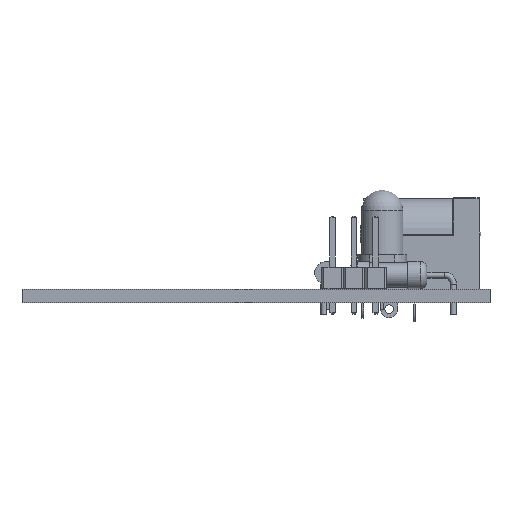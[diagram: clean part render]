
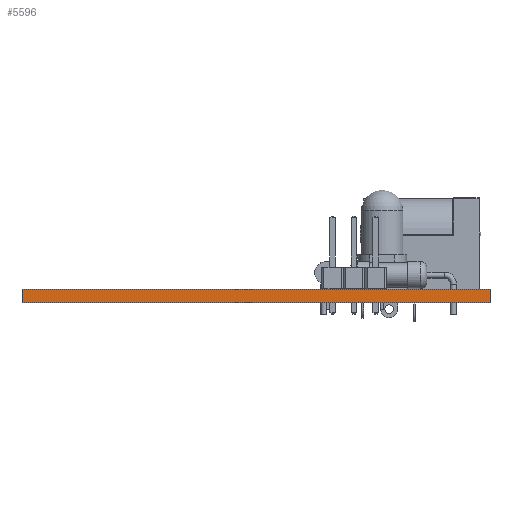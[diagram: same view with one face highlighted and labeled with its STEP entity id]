
A CAD part, front view. The second image highlights one B-rep face of the part: STEP entity #5596.
In plain terms, the highlighted planar face has unit normal (0, -1, 0).
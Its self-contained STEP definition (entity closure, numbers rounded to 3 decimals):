
#5596 = ADVANCED_FACE('',(#5597),#5631,.T.);
#5597 = FACE_BOUND('',#5598,.T.);
#5598 = EDGE_LOOP('',(#5599,#5609,#5617,#5625));
#5599 = ORIENTED_EDGE('',*,*,#5600,.T.);
#5600 = EDGE_CURVE('',#5601,#5603,#5605,.T.);
#5601 = VERTEX_POINT('',#5602);
#5602 = CARTESIAN_POINT('',(140.97,-108.712,0.));
#5603 = VERTEX_POINT('',#5604);
#5604 = CARTESIAN_POINT('',(140.97,-108.712,1.6));
#5605 = LINE('',#5606,#5607);
#5606 = CARTESIAN_POINT('',(140.97,-108.712,0.));
#5607 = VECTOR('',#5608,1.);
#5608 = DIRECTION('',(0.,0.,1.));
#5609 = ORIENTED_EDGE('',*,*,#5610,.T.);
#5610 = EDGE_CURVE('',#5603,#5611,#5613,.T.);
#5611 = VERTEX_POINT('',#5612);
#5612 = CARTESIAN_POINT('',(85.852,-108.712,1.6));
#5613 = LINE('',#5614,#5615);
#5614 = CARTESIAN_POINT('',(140.97,-108.712,1.6));
#5615 = VECTOR('',#5616,1.);
#5616 = DIRECTION('',(-1.,0.,0.));
#5617 = ORIENTED_EDGE('',*,*,#5618,.F.);
#5618 = EDGE_CURVE('',#5619,#5611,#5621,.T.);
#5619 = VERTEX_POINT('',#5620);
#5620 = CARTESIAN_POINT('',(85.852,-108.712,0.));
#5621 = LINE('',#5622,#5623);
#5622 = CARTESIAN_POINT('',(85.852,-108.712,0.));
#5623 = VECTOR('',#5624,1.);
#5624 = DIRECTION('',(0.,0.,1.));
#5625 = ORIENTED_EDGE('',*,*,#5626,.F.);
#5626 = EDGE_CURVE('',#5601,#5619,#5627,.T.);
#5627 = LINE('',#5628,#5629);
#5628 = CARTESIAN_POINT('',(140.97,-108.712,0.));
#5629 = VECTOR('',#5630,1.);
#5630 = DIRECTION('',(-1.,0.,0.));
#5631 = PLANE('',#5632);
#5632 = AXIS2_PLACEMENT_3D('',#5633,#5634,#5635);
#5633 = CARTESIAN_POINT('',(140.97,-108.712,0.));
#5634 = DIRECTION('',(0.,-1.,0.));
#5635 = DIRECTION('',(-1.,0.,0.));
